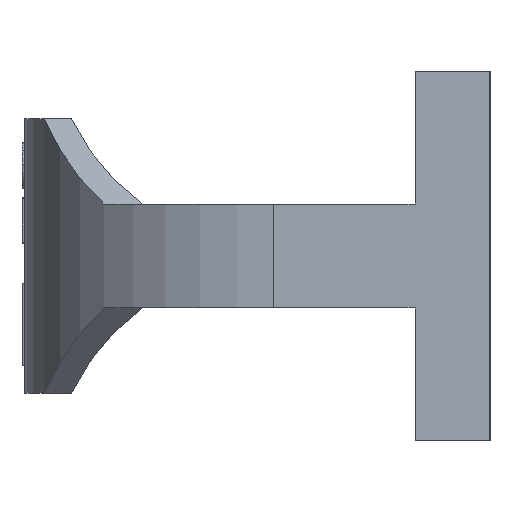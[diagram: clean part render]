
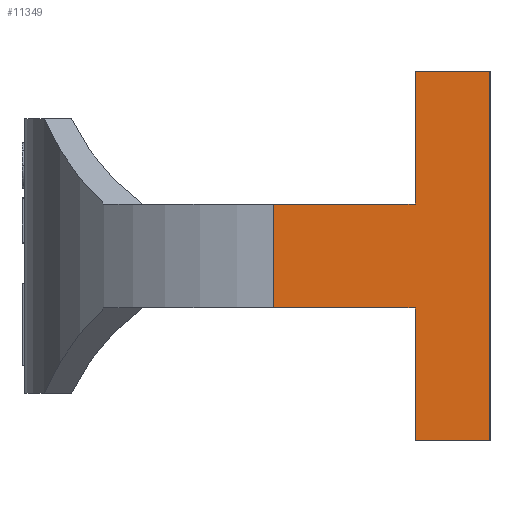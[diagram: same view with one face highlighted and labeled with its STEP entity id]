
A CAD part, left-side view. The second image highlights one B-rep face of the part: STEP entity #11349.
In plain terms, the highlighted planar face has unit normal (-1, 0, 0).
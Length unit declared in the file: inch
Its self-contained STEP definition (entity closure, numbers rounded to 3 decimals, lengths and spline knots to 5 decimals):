
#392 = EDGE_CURVE ( 'NONE', #4751, #11638, #8391, .T. ) ;
#448 = DIRECTION ( 'NONE',  ( 1., 0., 0. ) ) ;
#733 = CARTESIAN_POINT ( 'NONE',  ( -0.83875, 0.395, -0.095 ) ) ;
#980 = CARTESIAN_POINT ( 'NONE',  ( -0.83875, 0.137, 0.3375 ) ) ;
#1253 = VERTEX_POINT ( 'NONE', #7172 ) ;
#2746 = DIRECTION ( 'NONE',  ( 0., 0., -1. ) ) ;
#2773 = ORIENTED_EDGE ( 'NONE', *, *, #6501, .T. ) ;
#2777 = VERTEX_POINT ( 'NONE', #11998 ) ;
#2979 = LINE ( 'NONE', #7376, #10734 ) ;
#3002 = CARTESIAN_POINT ( 'NONE',  ( -0.83875, 0.137, 0.095 ) ) ;
#3302 = CARTESIAN_POINT ( 'NONE',  ( -0.83875, 0., -0.095 ) ) ;
#3668 = LINE ( 'NONE', #10693, #11357 ) ;
#3722 = EDGE_CURVE ( 'NONE', #8685, #1253, #11407, .T. ) ;
#4184 = EDGE_CURVE ( 'NONE', #11635, #2777, #11776, .T. ) ;
#4385 = DIRECTION ( 'NONE',  ( 0., -1., 0. ) ) ;
#4751 = VERTEX_POINT ( 'NONE', #7087 ) ;
#4774 = CARTESIAN_POINT ( 'NONE',  ( -0.83875, 0.137, -0.3375 ) ) ;
#4793 = CARTESIAN_POINT ( 'NONE',  ( -0.83875, 0., 0.095 ) ) ;
#4824 = ORIENTED_EDGE ( 'NONE', *, *, #12134, .T. ) ;
#5791 = EDGE_LOOP ( 'NONE', ( #6890, #8159, #2773, #11811, #4824, #8820, #13205, #9337 ) ) ;
#6501 = EDGE_CURVE ( 'NONE', #11635, #9042, #12716, .T. ) ;
#6527 = LINE ( 'NONE', #9989, #9503 ) ;
#6890 = ORIENTED_EDGE ( 'NONE', *, *, #8616, .F. ) ;
#6914 = DIRECTION ( 'NONE',  ( 0., -1., 0. ) ) ;
#7087 = CARTESIAN_POINT ( 'NONE',  ( -0.83875, 0.137, -0.3375 ) ) ;
#7113 = FACE_OUTER_BOUND ( 'NONE', #5791, .T. ) ;
#7172 = CARTESIAN_POINT ( 'NONE',  ( -0.83875, 0.137, -0.095 ) ) ;
#7335 = VECTOR ( 'NONE', #4385, 39.37008 ) ;
#7376 = CARTESIAN_POINT ( 'NONE',  ( -0.83875, 0., 0.095 ) ) ;
#8044 = AXIS2_PLACEMENT_3D ( 'NONE', #4793, #448, #13263 ) ;
#8159 = ORIENTED_EDGE ( 'NONE', *, *, #4184, .F. ) ;
#8252 = VERTEX_POINT ( 'NONE', #12106 ) ;
#8293 = CARTESIAN_POINT ( 'NONE',  ( -0.83875, 0.137, 0.3375 ) ) ;
#8391 = LINE ( 'NONE', #4774, #11498 ) ;
#8616 = EDGE_CURVE ( 'NONE', #2777, #11638, #2979, .T. ) ;
#8660 = EDGE_CURVE ( 'NONE', #8252, #9042, #6527, .T. ) ;
#8685 = VERTEX_POINT ( 'NONE', #733 ) ;
#8820 = ORIENTED_EDGE ( 'NONE', *, *, #3722, .T. ) ;
#9042 = VERTEX_POINT ( 'NONE', #3002 ) ;
#9231 = DIRECTION ( 'NONE',  ( 0., 0., -1. ) ) ;
#9337 = ORIENTED_EDGE ( 'NONE', *, *, #392, .T. ) ;
#9503 = VECTOR ( 'NONE', #11466, 39.37008 ) ;
#9937 = CARTESIAN_POINT ( 'NONE',  ( -0.83875, 0.395, 0.095 ) ) ;
#9989 = CARTESIAN_POINT ( 'NONE',  ( -0.83875, 0., 0.095 ) ) ;
#10672 = VECTOR ( 'NONE', #6914, 39.37008 ) ;
#10693 = CARTESIAN_POINT ( 'NONE',  ( -0.83875, 0.137, 0.3375 ) ) ;
#10734 = VECTOR ( 'NONE', #2746, 39.37008 ) ;
#10983 = CARTESIAN_POINT ( 'NONE',  ( -0.83875, 0., -0.3375 ) ) ;
#11020 = LINE ( 'NONE', #9937, #15184 ) ;
#11349 = ADVANCED_FACE ( 'NONE', ( #7113 ), #11823, .F. ) ;
#11357 = VECTOR ( 'NONE', #9231, 39.37008 ) ;
#11407 = LINE ( 'NONE', #3302, #7335 ) ;
#11466 = DIRECTION ( 'NONE',  ( 0., -1., 0. ) ) ;
#11498 = VECTOR ( 'NONE', #13095, 39.37008 ) ;
#11635 = VERTEX_POINT ( 'NONE', #13224 ) ;
#11638 = VERTEX_POINT ( 'NONE', #10983 ) ;
#11759 = VECTOR ( 'NONE', #13016, 39.37008 ) ;
#11776 = LINE ( 'NONE', #8293, #10672 ) ;
#11811 = ORIENTED_EDGE ( 'NONE', *, *, #8660, .F. ) ;
#11823 = PLANE ( 'NONE',  #8044 ) ;
#11998 = CARTESIAN_POINT ( 'NONE',  ( -0.83875, 0., 0.3375 ) ) ;
#12106 = CARTESIAN_POINT ( 'NONE',  ( -0.83875, 0.395, 0.095 ) ) ;
#12134 = EDGE_CURVE ( 'NONE', #8252, #8685, #11020, .T. ) ;
#12716 = LINE ( 'NONE', #980, #11759 ) ;
#13016 = DIRECTION ( 'NONE',  ( 0., 0., -1. ) ) ;
#13095 = DIRECTION ( 'NONE',  ( 0., -1., 0. ) ) ;
#13205 = ORIENTED_EDGE ( 'NONE', *, *, #14121, .T. ) ;
#13224 = CARTESIAN_POINT ( 'NONE',  ( -0.83875, 0.137, 0.3375 ) ) ;
#13263 = DIRECTION ( 'NONE',  ( 0., 1., 0. ) ) ;
#14121 = EDGE_CURVE ( 'NONE', #1253, #4751, #3668, .T. ) ;
#14576 = DIRECTION ( 'NONE',  ( 0., 0., -1. ) ) ;
#15184 = VECTOR ( 'NONE', #14576, 39.37008 ) ;
